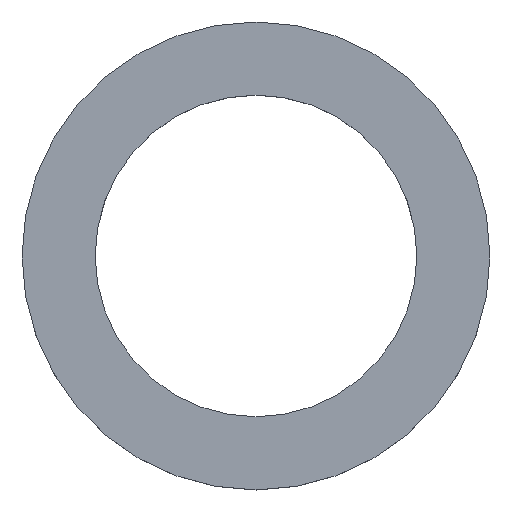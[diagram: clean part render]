
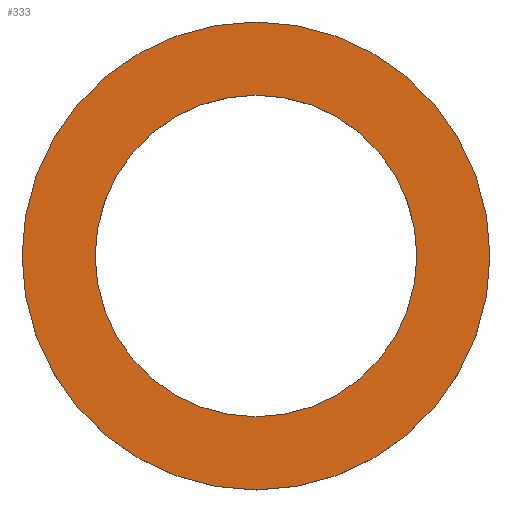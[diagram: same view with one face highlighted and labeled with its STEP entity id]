
A CAD part, top view. The second image highlights one B-rep face of the part: STEP entity #333.
In plain terms, the highlighted planar face has unit normal (0, 0, 1).
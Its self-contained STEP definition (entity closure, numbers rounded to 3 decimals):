
#12 = VERTEX_POINT ( 'NONE', #116 ) ;
#19 = CIRCLE ( 'NONE', #226, 11. ) ;
#38 = DIRECTION ( 'NONE',  ( -1., 0., 0. ) ) ;
#48 = CIRCLE ( 'NONE', #534, 16. ) ;
#60 = EDGE_CURVE ( 'NONE', #442, #68, #279, .T. ) ;
#68 = VERTEX_POINT ( 'NONE', #165 ) ;
#75 = CARTESIAN_POINT ( 'NONE',  ( 0., 16., 2.825 ) ) ;
#84 = DIRECTION ( 'NONE',  ( 0., 0., -1. ) ) ;
#101 = ORIENTED_EDGE ( 'NONE', *, *, #547, .T. ) ;
#116 = CARTESIAN_POINT ( 'NONE',  ( 11., 0., 2.825 ) ) ;
#142 = VERTEX_POINT ( 'NONE', #521 ) ;
#165 = CARTESIAN_POINT ( 'NONE',  ( 16., 0., 2.825 ) ) ;
#182 = EDGE_LOOP ( 'NONE', ( #280, #525 ) ) ;
#187 = AXIS2_PLACEMENT_3D ( 'NONE', #388, #84, #38 ) ;
#197 = CARTESIAN_POINT ( 'NONE',  ( -16., 0., 2.825 ) ) ;
#226 = AXIS2_PLACEMENT_3D ( 'NONE', #485, #227, #404 ) ;
#227 = DIRECTION ( 'NONE',  ( 0., 0., -1. ) ) ;
#242 = CARTESIAN_POINT ( 'NONE',  ( 0., 0., 2.825 ) ) ;
#245 = DIRECTION ( 'NONE',  ( 0., 0., -1. ) ) ;
#279 = CIRCLE ( 'NONE', #187, 16. ) ;
#280 = ORIENTED_EDGE ( 'NONE', *, *, #60, .F. ) ;
#283 = DIRECTION ( 'NONE',  ( -1., 0., 0. ) ) ;
#288 = DIRECTION ( 'NONE',  ( 1., 0., 0. ) ) ;
#323 = EDGE_CURVE ( 'NONE', #68, #442, #48, .T. ) ;
#330 = DIRECTION ( 'NONE',  ( 0., 0., 1. ) ) ;
#333 = ADVANCED_FACE ( 'NONE', ( #446, #494 ), #338, .T. ) ;
#338 = PLANE ( 'NONE',  #395 ) ;
#339 = CARTESIAN_POINT ( 'NONE',  ( 0., 0., 2.825 ) ) ;
#345 = DIRECTION ( 'NONE',  ( -1., 0., 0. ) ) ;
#388 = CARTESIAN_POINT ( 'NONE',  ( 0., 0., 2.825 ) ) ;
#390 = ORIENTED_EDGE ( 'NONE', *, *, #434, .T. ) ;
#395 = AXIS2_PLACEMENT_3D ( 'NONE', #75, #330, #288 ) ;
#400 = EDGE_LOOP ( 'NONE', ( #390, #101 ) ) ;
#404 = DIRECTION ( 'NONE',  ( -1., 0., 0. ) ) ;
#405 = CIRCLE ( 'NONE', #548, 11. ) ;
#433 = DIRECTION ( 'NONE',  ( 0., 0., -1. ) ) ;
#434 = EDGE_CURVE ( 'NONE', #142, #12, #405, .T. ) ;
#442 = VERTEX_POINT ( 'NONE', #197 ) ;
#446 = FACE_BOUND ( 'NONE', #400, .T. ) ;
#485 = CARTESIAN_POINT ( 'NONE',  ( 0., 0., 2.825 ) ) ;
#494 = FACE_OUTER_BOUND ( 'NONE', #182, .T. ) ;
#521 = CARTESIAN_POINT ( 'NONE',  ( -11., 0., 2.825 ) ) ;
#525 = ORIENTED_EDGE ( 'NONE', *, *, #323, .F. ) ;
#534 = AXIS2_PLACEMENT_3D ( 'NONE', #242, #245, #283 ) ;
#547 = EDGE_CURVE ( 'NONE', #12, #142, #19, .T. ) ;
#548 = AXIS2_PLACEMENT_3D ( 'NONE', #339, #433, #345 ) ;
